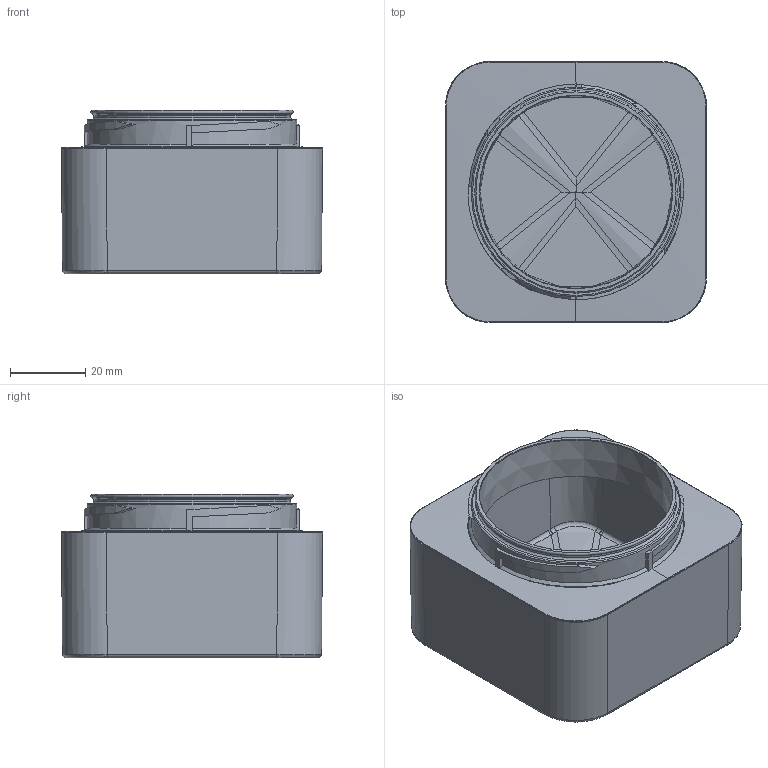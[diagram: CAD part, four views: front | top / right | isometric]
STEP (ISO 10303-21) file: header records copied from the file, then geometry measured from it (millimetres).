
FILE_DESCRIPTION(/* description */ ('Unknown'),/* implementation_level */ '2;1');
FILE_NAME(/* name */ 'P-133_20181227_T-65-BI-INYECCION_PARTE EXTERIOR',/* time_stamp */ '2019-01-16T09:13:07+01:00',/* author */ ('Unknown'),/* organization */ ('Unknown'),/* preprocessor_version */ 'ST-DEVELOPER v16.7',/* originating_system */ 'DEX',/* authorisation */ $);
FILE_SCHEMA (('AUTOMOTIVE_DESIGN {1 0 10303 214 3 1 1}'));
Length unit declared in the file: millimetre
Products named in the file (1): P-133_20181227_T-65-BI-INYECCION_PARTE EXTERIOR
Bounding box: 69.58 x 69.58 x 43.59 mm (x, y, z)
Volume: 35472.5 mm3; surface area: 32813.5 mm2
Topology: 1 solids, 1 shells, 183 faces, 452 edges, 281 vertices
Faces by surface type: plane 73, bspline 52, cylinder 35, cone 15, torus 8
Full cylindrical faces by diameter (mm): 51.59 x1, 52.445 x1, 55.765 x1
Entity records: 6724 total; most frequent: CARTESIAN_POINT 2795, ORIENTED_EDGE 878, DIRECTION 706, EDGE_CURVE 439, VERTEX_POINT 278, AXIS2_PLACEMENT_3D 277, EDGE_LOOP 203, FACE_BOUND 203
